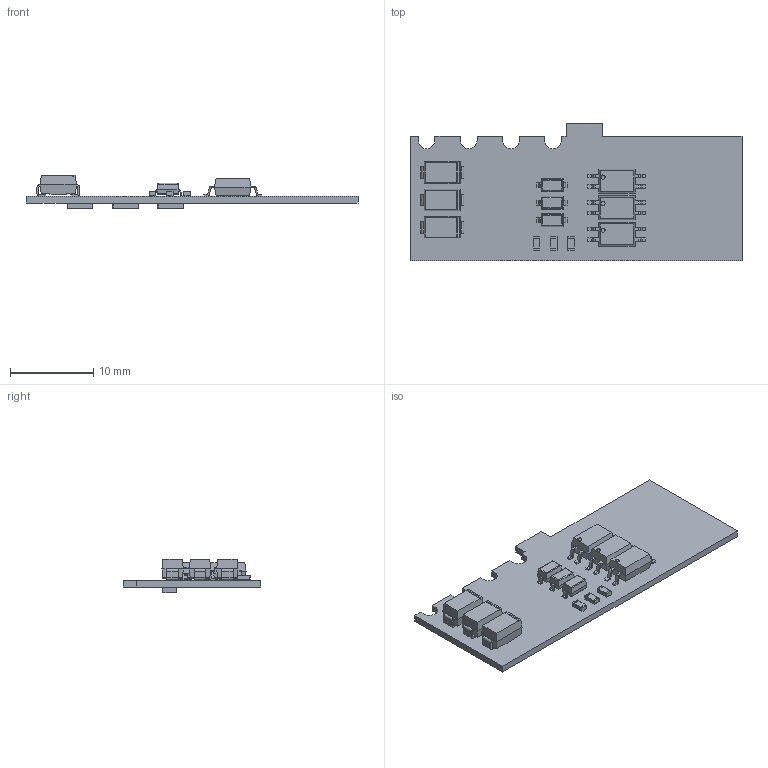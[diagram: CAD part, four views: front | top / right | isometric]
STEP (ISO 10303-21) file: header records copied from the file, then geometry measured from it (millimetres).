
FILE_DESCRIPTION(('Open CASCADE Model'),'2;1');
FILE_NAME('Open CASCADE Shape Model','2025-07-19T13:03:14',('Author'),( 'Open CASCADE'),'Open CASCADE STEP processor 6.8','Open CASCADE 6.8' ,'Unknown');
FILE_SCHEMA(('AUTOMOTIVE_DESIGN { 1 0 10303 214 1 1 1 1 }'));
Length unit declared in the file: millimetre
Products named in the file (1): PCB
Bounding box: 40 x 16.6 x 4 mm (x, y, z)
Volume: 609.7 mm3; surface area: 1904.2 mm2
Topology: 49 solids, 88 shells, 833 faces, 2004 edges, 1308 vertices
Faces by surface type: plane 703, cylinder 130
Entity records: 24195 total; most frequent: CARTESIAN_POINT 4218, DIRECTION 3872, ORIENTED_EDGE 3852, EDGE_CURVE 2004, LINE 1756, VECTOR 1756, VERTEX_POINT 1308, AXIS2_PLACEMENT_3D 1058
